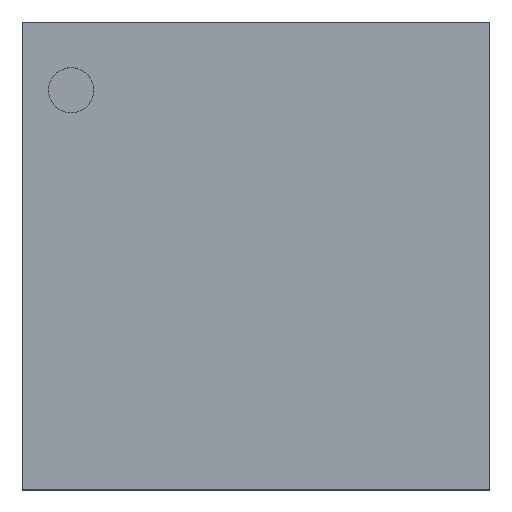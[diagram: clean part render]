
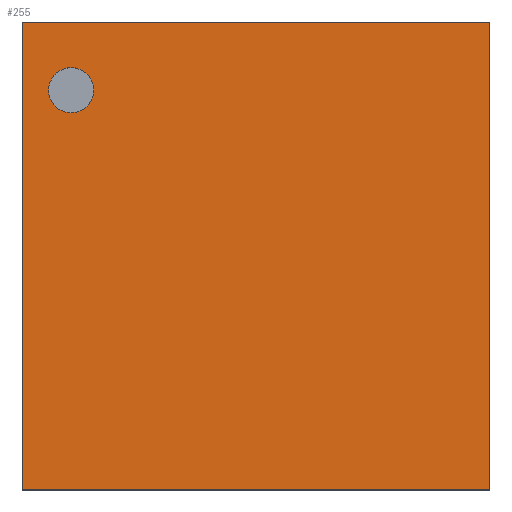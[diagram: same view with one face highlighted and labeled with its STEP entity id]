
A CAD part, top view. The second image highlights one B-rep face of the part: STEP entity #255.
In plain terms, the highlighted planar face has unit normal (0, 0, 1).
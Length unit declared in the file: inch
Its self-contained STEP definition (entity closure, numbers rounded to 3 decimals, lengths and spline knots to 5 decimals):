
#45=FACE_BOUND('',#89,.T.);
#51=PLANE('',#298);
#74=FACE_OUTER_BOUND('',#88,.T.);
#88=EDGE_LOOP('',(#215,#216,#217,#218));
#89=EDGE_LOOP('',(#219));
#100=LINE('',#407,#125);
#103=LINE('',#413,#128);
#106=LINE('',#419,#131);
#109=LINE('',#423,#134);
#125=VECTOR('',#331,0.3937);
#128=VECTOR('',#336,0.3937);
#131=VECTOR('',#341,0.3937);
#134=VECTOR('',#346,0.3937);
#147=CIRCLE('',#291,0.01158);
#149=VERTEX_POINT('',#394);
#153=VERTEX_POINT('',#404);
#154=VERTEX_POINT('',#406);
#156=VERTEX_POINT('',#412);
#158=VERTEX_POINT('',#418);
#167=EDGE_CURVE('',#149,#149,#147,.T.);
#172=EDGE_CURVE('',#154,#153,#100,.T.);
#175=EDGE_CURVE('',#156,#154,#103,.T.);
#178=EDGE_CURVE('',#158,#156,#106,.T.);
#181=EDGE_CURVE('',#153,#158,#109,.T.);
#215=ORIENTED_EDGE('',*,*,#181,.T.);
#216=ORIENTED_EDGE('',*,*,#178,.T.);
#217=ORIENTED_EDGE('',*,*,#175,.T.);
#218=ORIENTED_EDGE('',*,*,#172,.T.);
#219=ORIENTED_EDGE('',*,*,#167,.T.);
#255=ADVANCED_FACE('',(#74,#45),#51,.T.);
#291=AXIS2_PLACEMENT_3D('',#395,#320,#321);
#298=AXIS2_PLACEMENT_3D('',#424,#347,#348);
#320=DIRECTION('center_axis',(0.,0.,-1.));
#321=DIRECTION('ref_axis',(-1.,0.,0.));
#331=DIRECTION('',(1.,0.,0.));
#336=DIRECTION('',(0.,-1.,0.));
#341=DIRECTION('',(-1.,0.,0.));
#346=DIRECTION('',(0.,1.,0.));
#347=DIRECTION('center_axis',(0.,0.,1.));
#348=DIRECTION('ref_axis',(1.,0.,0.));
#394=CARTESIAN_POINT('',(-0.08326,0.085,0.07));
#395=CARTESIAN_POINT('Origin',(-0.09484,0.085,0.07));
#404=CARTESIAN_POINT('',(0.12,-0.12,0.07));
#406=CARTESIAN_POINT('',(-0.12,-0.12,0.07));
#407=CARTESIAN_POINT('',(-0.12,-0.12,0.07));
#412=CARTESIAN_POINT('',(-0.12,0.12,0.07));
#413=CARTESIAN_POINT('',(-0.12,0.12,0.07));
#418=CARTESIAN_POINT('',(0.12,0.12,0.07));
#419=CARTESIAN_POINT('',(0.12,0.12,0.07));
#423=CARTESIAN_POINT('',(0.12,-0.12,0.07));
#424=CARTESIAN_POINT('Origin',(0.,0.,0.07));
